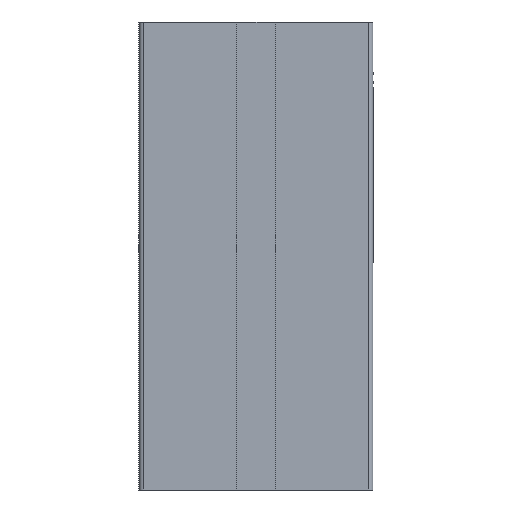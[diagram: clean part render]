
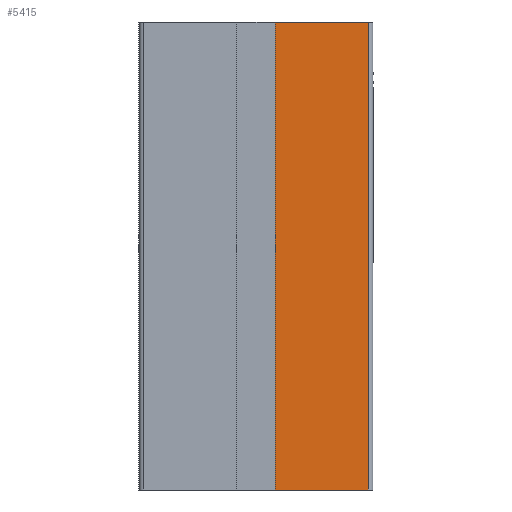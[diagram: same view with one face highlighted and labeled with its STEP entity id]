
A CAD part, front view. The second image highlights one B-rep face of the part: STEP entity #5415.
In plain terms, the highlighted planar face has unit normal (0, -1, 0).
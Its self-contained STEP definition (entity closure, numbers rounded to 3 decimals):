
#15 = DIRECTION ( 'NONE',  ( 1., 0., 0. ) ) ;
#100 = CARTESIAN_POINT ( 'NONE',  ( 7997.433, 4042.122, 0. ) ) ;
#142 = DIRECTION ( 'NONE',  ( 0., 0., 1. ) ) ;
#191 = LINE ( 'NONE', #1301, #389 ) ;
#324 = CARTESIAN_POINT ( 'NONE',  ( 8025.533, 4042.122, 100. ) ) ;
#389 = VECTOR ( 'NONE', #1308, 1000. ) ;
#414 = DIRECTION ( 'NONE',  ( 0., 1., 0. ) ) ;
#438 = DIRECTION ( 'NONE',  ( 0., 0., 1. ) ) ;
#1266 = CARTESIAN_POINT ( 'NONE',  ( 8045.433, 4042.122, 100. ) ) ;
#1301 = CARTESIAN_POINT ( 'NONE',  ( 8045.433, 4042.122, 100. ) ) ;
#1308 = DIRECTION ( 'NONE',  ( 0., 0., -1. ) ) ;
#1339 = AXIS2_PLACEMENT_3D ( 'NONE', #324, #414, #438 ) ;
#1553 = LINE ( 'NONE', #100, #6363 ) ;
#1712 = VERTEX_POINT ( 'NONE', #1266 ) ;
#1882 = VECTOR ( 'NONE', #142, 1000. ) ;
#2006 = CARTESIAN_POINT ( 'NONE',  ( 8025.533, 4042.122, 100. ) ) ;
#2404 = DIRECTION ( 'NONE',  ( 1., 0., 0. ) ) ;
#2718 = EDGE_LOOP ( 'NONE', ( #3552, #3515, #3458, #3447 ) ) ;
#2916 = VECTOR ( 'NONE', #15, 1000. ) ;
#3315 = CARTESIAN_POINT ( 'NONE',  ( 8045.433, 4042.122, 0. ) ) ;
#3447 = ORIENTED_EDGE ( 'NONE', *, *, #5865, .T. ) ;
#3458 = ORIENTED_EDGE ( 'NONE', *, *, #8255, .F. ) ;
#3515 = ORIENTED_EDGE ( 'NONE', *, *, #6872, .F. ) ;
#3552 = ORIENTED_EDGE ( 'NONE', *, *, #5478, .F. ) ;
#4140 = VERTEX_POINT ( 'NONE', #5503 ) ;
#5094 = CARTESIAN_POINT ( 'NONE',  ( 7997.433, 4042.122, 100. ) ) ;
#5109 = CARTESIAN_POINT ( 'NONE',  ( 8025.533, 4042.122, 0. ) ) ;
#5415 = ADVANCED_FACE ( 'NONE', ( #8280 ), #6215, .F. ) ;
#5478 = EDGE_CURVE ( 'NONE', #1712, #5779, #191, .T. ) ;
#5503 = CARTESIAN_POINT ( 'NONE',  ( 8025.533, 4042.122, 100. ) ) ;
#5779 = VERTEX_POINT ( 'NONE', #3315 ) ;
#5865 = EDGE_CURVE ( 'NONE', #6194, #5779, #1553, .T. ) ;
#6194 = VERTEX_POINT ( 'NONE', #5109 ) ;
#6215 = PLANE ( 'NONE',  #1339 ) ;
#6363 = VECTOR ( 'NONE', #2404, 1000. ) ;
#6648 = LINE ( 'NONE', #5094, #2916 ) ;
#6872 = EDGE_CURVE ( 'NONE', #4140, #1712, #6648, .T. ) ;
#7163 = LINE ( 'NONE', #2006, #1882 ) ;
#8255 = EDGE_CURVE ( 'NONE', #6194, #4140, #7163, .T. ) ;
#8280 = FACE_OUTER_BOUND ( 'NONE', #2718, .T. ) ;
